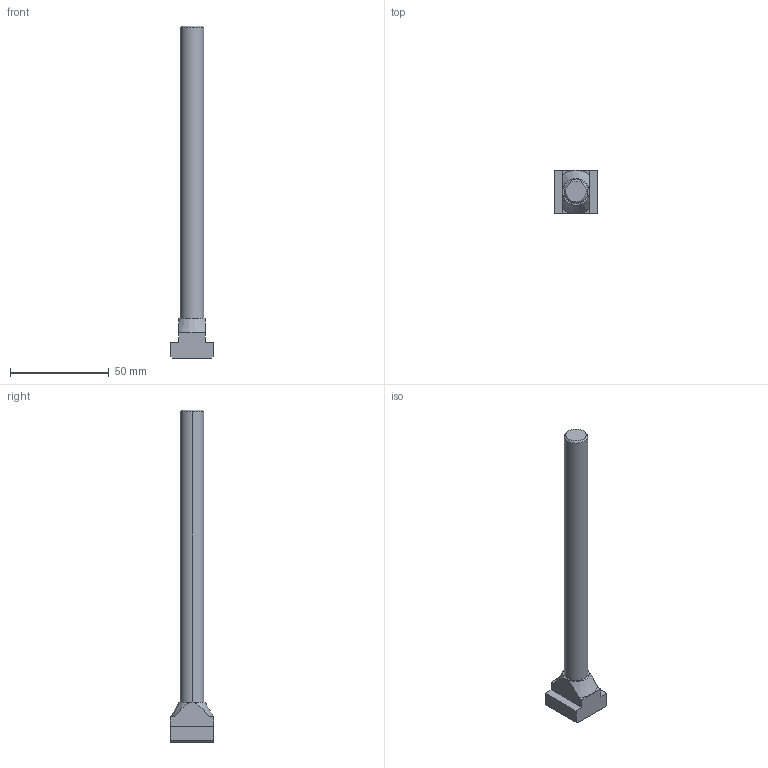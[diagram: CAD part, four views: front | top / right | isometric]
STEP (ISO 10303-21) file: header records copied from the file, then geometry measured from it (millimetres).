
FILE_DESCRIPTION(('STEP AP214'),'1');
FILE_NAME(' ',' ',('TraceParts'),('TraceParts S.A.'),'XStep 1.0',' ',' ');
FILE_SCHEMA(('automotive_design'));
Length unit declared in the file: millimetre
Products named in the file (1): 1
Bounding box: 22 x 22 x 168 mm (x, y, z)
Volume: 23556.2 mm3; surface area: 7836.9 mm2
Topology: 1 solids, 1 shells, 23 faces, 54 edges, 34 vertices
Faces by surface type: plane 17, cone 4, cylinder 2
Entity records: 1296 total; most frequent: CARTESIAN_POINT 120, STYLED_ITEM 112, PRESENTATION_STYLE_ASSIGNMENT 112, COLOUR_RGB 112, DIRECTION 110, ORIENTED_EDGE 108, EDGE_CURVE 54, CURVE_STYLE 54
